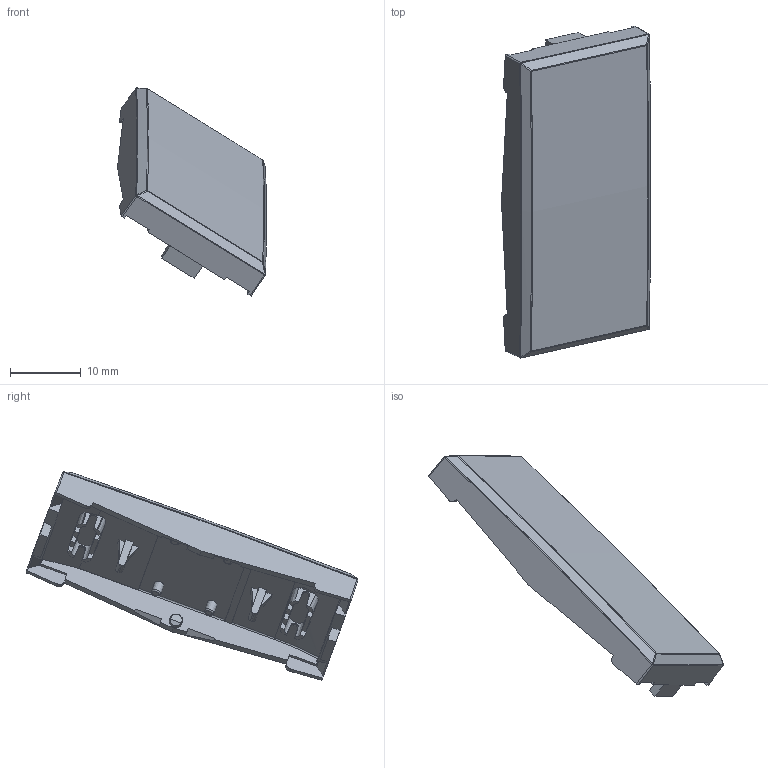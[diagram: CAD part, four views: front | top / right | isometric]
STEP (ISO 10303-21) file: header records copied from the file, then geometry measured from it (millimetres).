
FILE_DESCRIPTION(('CATIA V5 STEP Exchange'),'2;1');
FILE_NAME('442ELA00-C.stp','2024-03-07T10:21:45+00:00',('none'),('none'),'CATIA Version 5-6 Release 2016 SP6','CATIA V5 STEP AP203','none');
FILE_SCHEMA(('CONFIG_CONTROL_DESIGN'));
Length unit declared in the file: millimetre
Products named in the file (1): 442ELA00-C
Assembly tree (2 placements, depth 2):
  442ELA00-C
    #57
    #11647
Bounding box: 21.09 x 46.96 x 29.44 mm (x, y, z)
Volume: 2348.3 mm3; surface area: 3233.4 mm2
Topology: 1 solids, 1 shells, 332 faces, 929 edges, 598 vertices
Faces by surface type: plane 188, cylinder 62, bspline 28, cone 24, torus 16, sphere 14
Entity records: 11676 total; most frequent: CARTESIAN_POINT 4229, ORIENTED_EDGE 1826, DIRECTION 1036, EDGE_CURVE 913, VERTEX_POINT 594, VECTOR 444, LINE 444, AXIS2_PLACEMENT_3D 356
